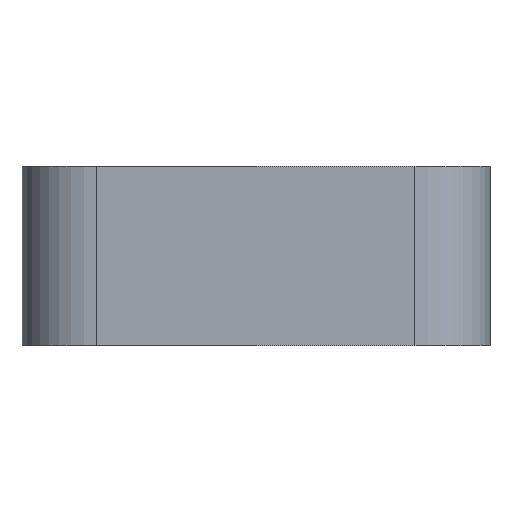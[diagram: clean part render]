
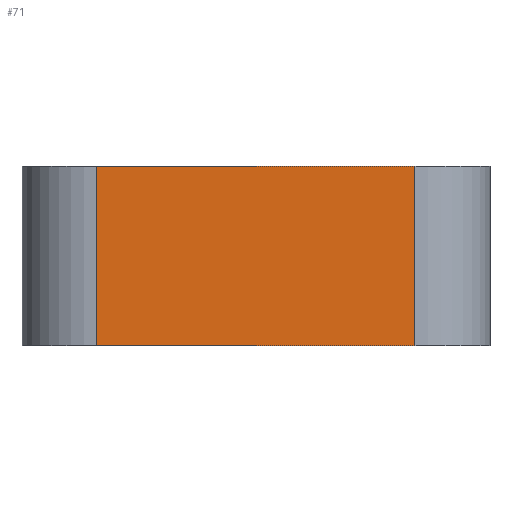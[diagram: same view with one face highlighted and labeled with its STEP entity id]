
A CAD part, left-side view. The second image highlights one B-rep face of the part: STEP entity #71.
In plain terms, the highlighted planar face has unit normal (-1, 0, 0).
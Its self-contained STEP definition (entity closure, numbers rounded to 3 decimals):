
#71=ADVANCED_FACE('',(#137),#138,.T.);
#137=FACE_OUTER_BOUND('',#194,.T.);
#138=PLANE('',#195);
#194=EDGE_LOOP('',(#334,#335,#336,#337));
#195=AXIS2_PLACEMENT_3D('',#338,#339,#340);
#334=ORIENTED_EDGE('',*,*,#399,.T.);
#335=ORIENTED_EDGE('',*,*,#376,.F.);
#336=ORIENTED_EDGE('',*,*,#367,.T.);
#337=ORIENTED_EDGE('',*,*,#406,.T.);
#338=CARTESIAN_POINT('',(67.4,140.55,0.0));
#339=DIRECTION('',(-1.0,0.0,0.0));
#340=DIRECTION('',(0.0,1.0,0.0));
#367=EDGE_CURVE('',#439,#437,#440,.T.);
#376=EDGE_CURVE('',#439,#451,#455,.T.);
#399=EDGE_CURVE('',#485,#451,#486,.T.);
#406=EDGE_CURVE('',#437,#485,#493,.T.);
#437=VERTEX_POINT('',#533);
#439=VERTEX_POINT('',#535);
#440=LINE('',#536,#537);
#451=VERTEX_POINT('',#550);
#455=LINE('',#555,#556);
#485=VERTEX_POINT('',#596);
#486=LINE('',#597,#598);
#493=LINE('',#605,#606);
#533=CARTESIAN_POINT('',(67.4,140.55,0.0));
#535=CARTESIAN_POINT('',(67.4,119.35,0.0));
#536=CARTESIAN_POINT('',(67.4,119.35,0.0));
#537=VECTOR('',#632,1.0);
#550=CARTESIAN_POINT('',(67.4,119.35,-12.0));
#555=CARTESIAN_POINT('',(67.4,119.35,0.0));
#556=VECTOR('',#648,1.0);
#596=CARTESIAN_POINT('',(67.4,140.55,-12.0));
#597=CARTESIAN_POINT('',(67.4,119.35,-12.0));
#598=VECTOR('',#674,1.0);
#605=CARTESIAN_POINT('',(67.4,140.55,0.0));
#606=VECTOR('',#681,1.0);
#632=DIRECTION('',(0.0,1.0,0.0));
#648=DIRECTION('',(0.0,0.0,-1.0));
#674=DIRECTION('',(-0.0,-1.0,-0.0));
#681=DIRECTION('',(0.0,0.0,-1.0));
